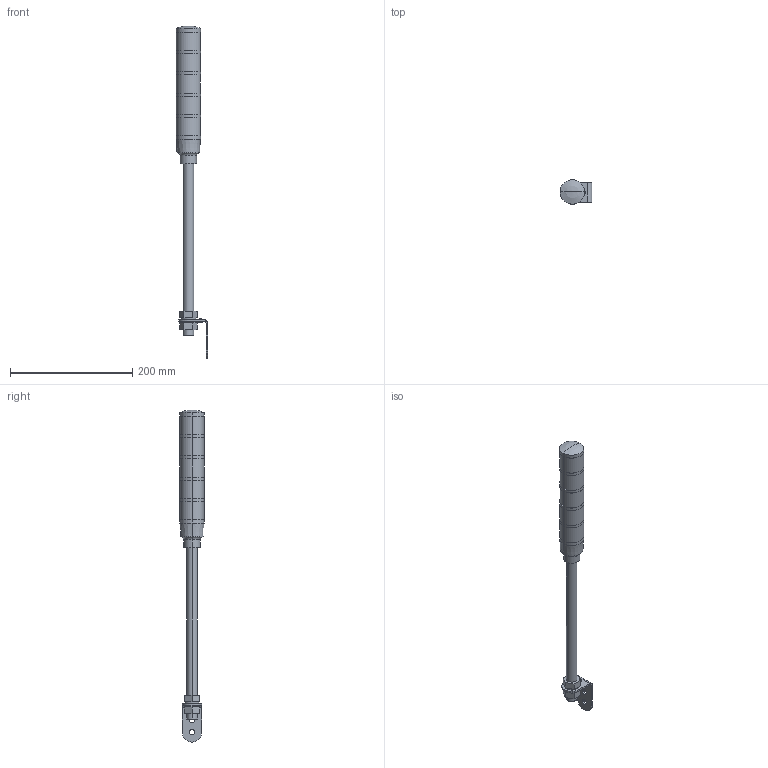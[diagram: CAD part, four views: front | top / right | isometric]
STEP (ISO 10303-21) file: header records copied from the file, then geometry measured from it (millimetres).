
FILE_DESCRIPTION(('starvars output'),'2;1');
FILE_NAME('XVC4B5_3D.stp','19:34:51 2020/03/31',( 'Thomas Industrial Network Germany GmbH'),( 'Thomas Industrial Network Germany GmbH'),'unknown preprocess','ACIS' ,'unknown authorization');
FILE_SCHEMA(('AUTOMOTIVE_DESIGN_CC2 {UNKNOWN IMPLEMENTATION LEVEL}'));
Length unit declared in the file: millimetre
Products named in the file (1): PRODUCT_ID_25
Bounding box: 52 x 40 x 543.5 mm (x, y, z)
Volume: 290970.6 mm3; surface area: 66285.9 mm2
Topology: 1 solids, 2 shells, 97 faces, 210 edges, 135 vertices
Faces by surface type: cylinder 48, plane 39, cone 6, torus 2, sphere 2
Entity records: 3171 total; most frequent: ORIENTED_EDGE 420, CARTESIAN_POINT 368, DIRECTION 364, EDGE_CURVE 208, VERTEX_POINT 135, AXIS2_PLACEMENT_3D 131, EDGE_LOOP 123, FACE_BOUND 123
